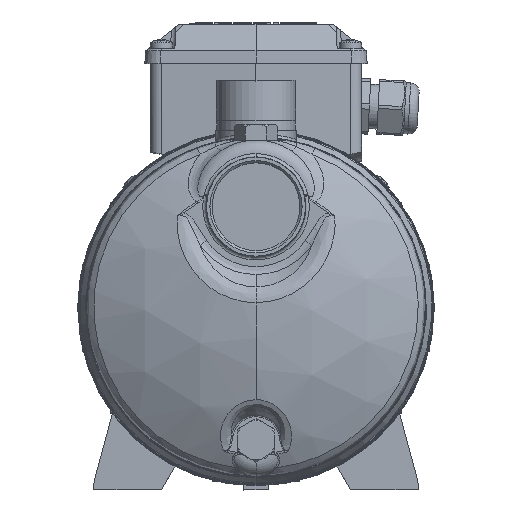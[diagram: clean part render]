
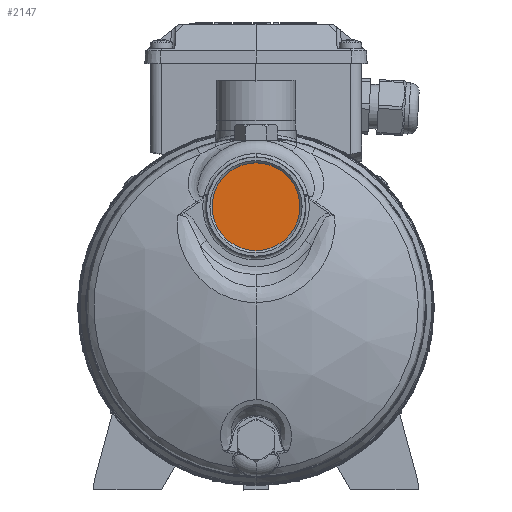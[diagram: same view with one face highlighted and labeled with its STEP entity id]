
A CAD part, top view. The second image highlights one B-rep face of the part: STEP entity #2147.
In plain terms, the highlighted planar face has unit normal (0, 0, 1).
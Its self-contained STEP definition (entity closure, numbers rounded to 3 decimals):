
#2147 = ADVANCED_FACE ( 'NONE', ( #64595 ), #71404, .T. ) ;
#12560 = AXIS2_PLACEMENT_3D ( 'NONE', #77405, #42384, #63315 ) ;
#13989 = CIRCLE ( 'NONE', #12560, 19.75 ) ;
#14805 = CIRCLE ( 'NONE', #83087, 19.75 ) ;
#15294 = EDGE_CURVE ( 'NONE', #55447, #30227, #13989, .T. ) ;
#22291 = DIRECTION ( 'NONE',  ( 0., -1., 0. ) ) ;
#24190 = EDGE_LOOP ( 'NONE', ( #27021, #67402 ) ) ;
#27021 = ORIENTED_EDGE ( 'NONE', *, *, #37608, .T. ) ;
#30227 = VERTEX_POINT ( 'NONE', #30344 ) ;
#30344 = CARTESIAN_POINT ( 'NONE',  ( 19.75, 45., 96.494 ) ) ;
#37608 = EDGE_CURVE ( 'NONE', #30227, #55447, #14805, .T. ) ;
#38542 = AXIS2_PLACEMENT_3D ( 'NONE', #50948, #78687, #22291 ) ;
#42384 = DIRECTION ( 'NONE',  ( 0., 0., 1. ) ) ;
#50948 = CARTESIAN_POINT ( 'NONE',  ( 44.65, 89.65, 96.494 ) ) ;
#53086 = DIRECTION ( 'NONE',  ( 0., 0., 1. ) ) ;
#55447 = VERTEX_POINT ( 'NONE', #61752 ) ;
#61752 = CARTESIAN_POINT ( 'NONE',  ( -19.75, 45., 96.494 ) ) ;
#63315 = DIRECTION ( 'NONE',  ( 1., 0., 0. ) ) ;
#64595 = FACE_OUTER_BOUND ( 'NONE', #24190, .T. ) ;
#67402 = ORIENTED_EDGE ( 'NONE', *, *, #15294, .T. ) ;
#71404 = PLANE ( 'NONE',  #38542 ) ;
#77405 = CARTESIAN_POINT ( 'NONE',  ( 0., 45., 96.494 ) ) ;
#78687 = DIRECTION ( 'NONE',  ( 0., 0., 1. ) ) ;
#80839 = DIRECTION ( 'NONE',  ( 1., 0., 0. ) ) ;
#83087 = AXIS2_PLACEMENT_3D ( 'NONE', #87654, #53086, #80839 ) ;
#87654 = CARTESIAN_POINT ( 'NONE',  ( 0., 45., 96.494 ) ) ;
